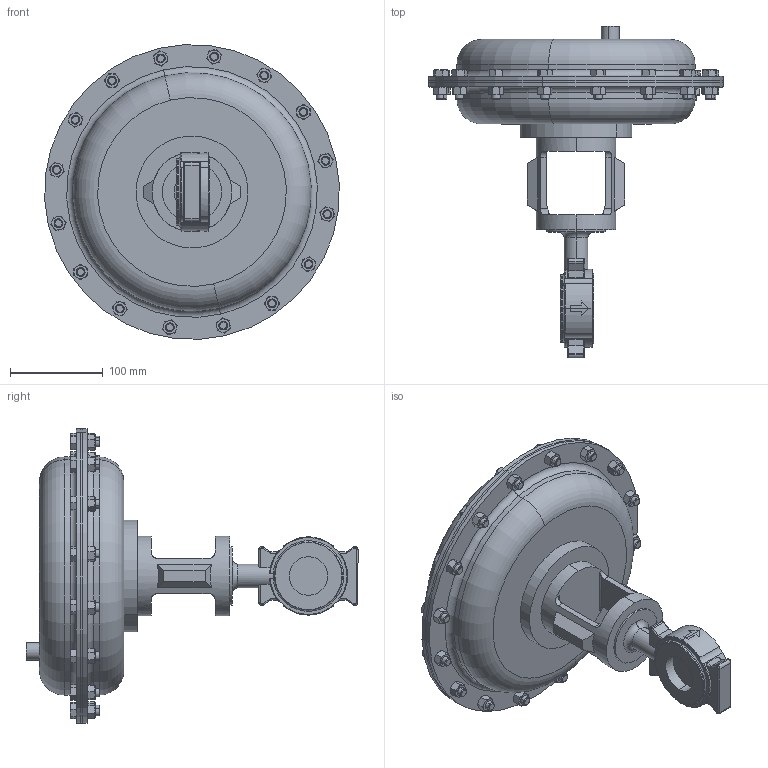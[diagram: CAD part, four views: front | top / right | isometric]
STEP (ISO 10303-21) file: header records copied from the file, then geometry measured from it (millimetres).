
FILE_DESCRIPTION (( 'STEP AP203' ), '1' );
FILE_NAME ('75-150-CS+S6-I3-55M.STEP', '2017-08-22T16:52:36', ( '' ), ( '' ), 'SwSTEP 2.0', 'SolidWorks 2014', '' );
FILE_SCHEMA (( 'CONFIG_CONTROL_DESIGN' ));
Length unit declared in the file: inch
Products named in the file (2): 75-150-CS+S6-I3-55M
Bounding box: 317.01 x 357.38 x 317.01 mm (x, y, z)
Volume: 5495392.7 mm3; surface area: 292393.5 mm2
Topology: 1 solids, 1 shells, 907 faces, 2113 edges, 1283 vertices
Faces by surface type: plane 369, cone 326, cylinder 121, bspline 59, torus 32
Entity records: 32647 total; most frequent: CARTESIAN_POINT 13102, ORIENTED_EDGE 4226, DIRECTION 3672, EDGE_CURVE 2113, AXIS2_PLACEMENT_3D 1457, VERTEX_POINT 1283, EDGE_LOOP 984, FACE_OUTER_BOUND 907
